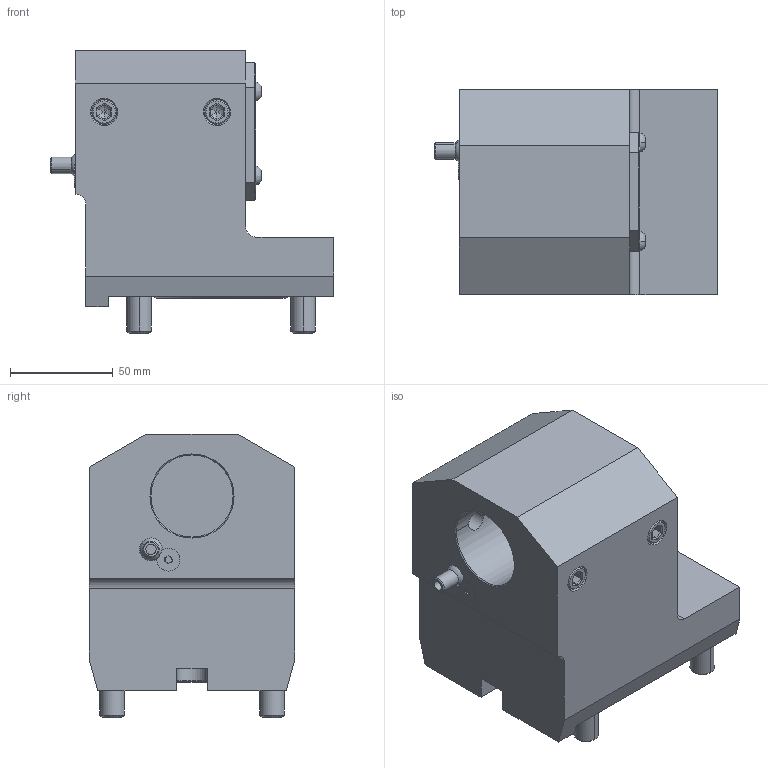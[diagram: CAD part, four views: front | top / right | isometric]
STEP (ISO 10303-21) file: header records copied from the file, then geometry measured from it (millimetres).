
FILE_DESCRIPTION((''),'2;1');
FILE_NAME('NGT_ID_60_40_90_JB','2023-05-24T',('vali'),('NOVA GRUP'),'PRO/ENGINEER BY PARAMETRIC TECHNOLOGY CORPORATION, 2010280','PRO/ENGINEER BY PARAMETRIC TECHNOLOGY CORPORATION, 2010280','');
FILE_SCHEMA(('CONFIG_CONTROL_DESIGN'));
Length unit declared in the file: millimetre
Products named in the file (1): NGT_ID_60_40_90_JB
Bounding box: 138.34 x 100 x 138 mm (x, y, z)
Volume: 970424.6 mm3; surface area: 89989 mm2
Topology: 1 solids, 1 shells, 284 faces, 679 edges, 389 vertices
Faces by surface type: plane 129, cylinder 68, cone 51, bspline 32, torus 2, sphere 2
Entity records: 10087 total; most frequent: CARTESIAN_POINT 3910, ORIENTED_EDGE 1290, DIRECTION 1196, EDGE_CURVE 645, AXIS2_PLACEMENT_3D 410, VERTEX_POINT 389, VECTOR 376, LINE 376
